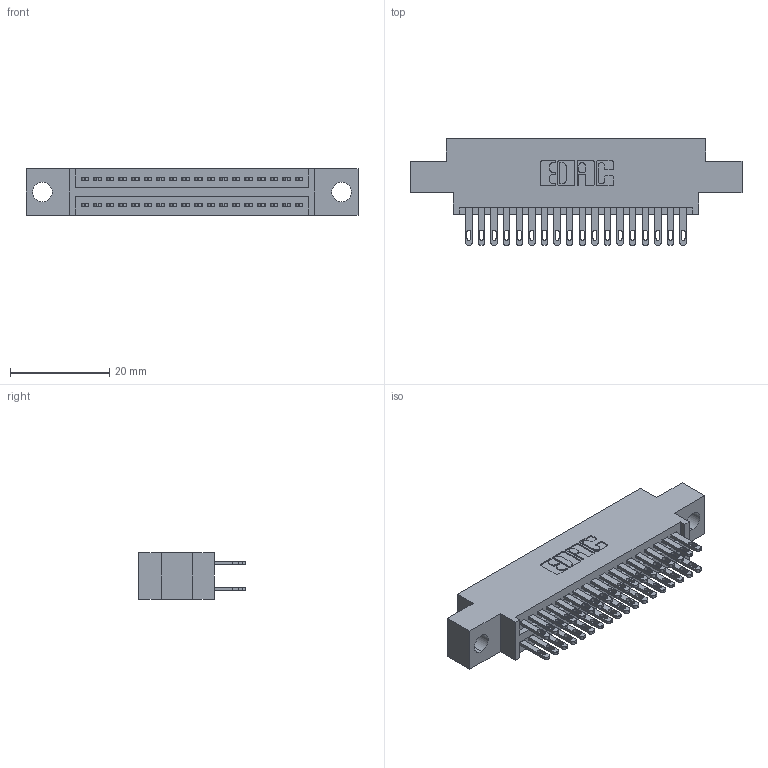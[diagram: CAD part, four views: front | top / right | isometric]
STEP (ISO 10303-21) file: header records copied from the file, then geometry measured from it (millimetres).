
FILE_DESCRIPTION (( 'STEP AP203' ), '1' );
FILE_NAME ('345-036-500-804.STEP', '2021-05-20T00:17:35', ( '' ), ( '' ), 'SwSTEP 2.0', 'SolidWorks 2020', '' );
FILE_SCHEMA (( 'CONFIG_CONTROL_DESIGN' ));
Length unit declared in the file: inch
Products named in the file (3): 345-036-500-804; 345-292-001_345-293-100; 345 Part_0.170 Offset - 0.156 Dia-TI
Assembly tree (37 placements, depth 2):
  345-036-500-804
    345 Part_0.170 Offset - 0.156 Dia-TI
    345-292-001_345-293-100  x36
Bounding box: 66.93 x 21.51 x 9.4 mm (x, y, z)
Volume: 6169.5 mm3; surface area: 9016.9 mm2
Topology: 37 solids, 37 shells, 1800 faces, 5465 edges, 3642 vertices
Faces by surface type: plane 1070, cylinder 730
Entity records: 17835 total; most frequent: CARTESIAN_POINT 3018, ORIENTED_EDGE 2950, DIRECTION 2691, EDGE_CURVE 1475, LINE 1267, VECTOR 1267, VERTEX_POINT 982, AXIS2_PLACEMENT_3D 712
